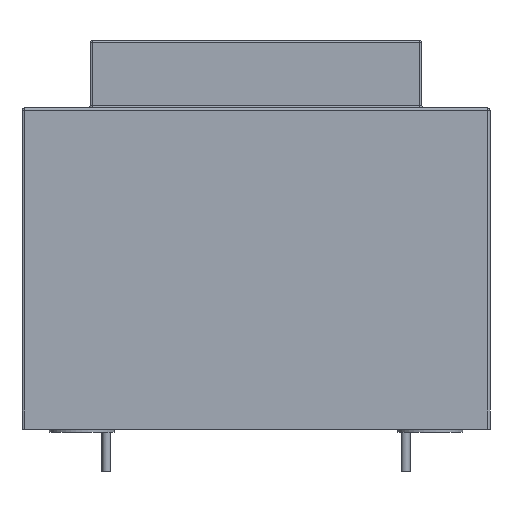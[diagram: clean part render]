
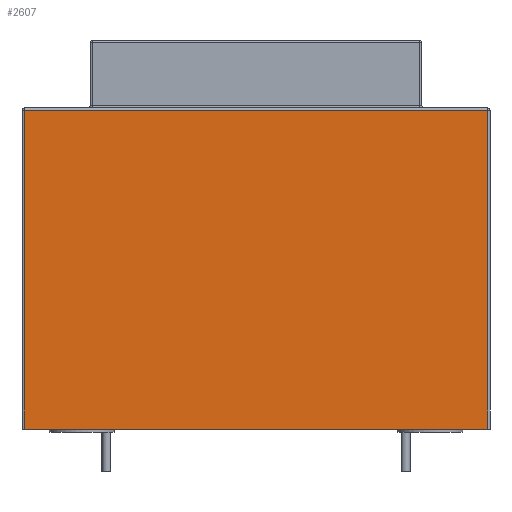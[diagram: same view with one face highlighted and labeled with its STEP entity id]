
A CAD part, front view. The second image highlights one B-rep face of the part: STEP entity #2607.
In plain terms, the highlighted planar face has unit normal (0, -1, 0).
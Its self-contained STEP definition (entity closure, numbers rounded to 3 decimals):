
#2249=CARTESIAN_POINT('',(21.3,-25.5,29.6));
#2250=VERTEX_POINT('',#2249);
#2282=CARTESIAN_POINT('',(-21.3,-25.5,29.6));
#2283=VERTEX_POINT('',#2282);
#2500=CARTESIAN_POINT('',(-21.3,-25.5,0.3));
#2501=VERTEX_POINT('',#2500);
#2509=CARTESIAN_POINT('',(-21.3,-25.5,0.3));
#2510=DIRECTION('',(0.0,0.0,1.0));
#2511=VECTOR('',#2510,29.3);
#2512=LINE('',#2509,#2511);
#2513=EDGE_CURVE('',#2501,#2283,#2512,.T.);
#2531=CARTESIAN_POINT('',(-21.3,-25.5,29.6));
#2532=DIRECTION('',(1.0,0.0,0.0));
#2533=VECTOR('',#2532,42.6);
#2534=LINE('',#2531,#2533);
#2535=EDGE_CURVE('',#2283,#2250,#2534,.T.);
#2547=CARTESIAN_POINT('',(21.3,-25.5,0.3));
#2548=VERTEX_POINT('',#2547);
#2565=CARTESIAN_POINT('',(21.3,-25.5,29.6));
#2566=DIRECTION('',(0.0,0.0,-1.0));
#2567=VECTOR('',#2566,29.3);
#2568=LINE('',#2565,#2567);
#2569=EDGE_CURVE('',#2250,#2548,#2568,.T.);
#2591=CARTESIAN_POINT('',(21.5,-25.5,0.3));
#2592=DIRECTION('',(0.0,-1.0,0.0));
#2593=DIRECTION('',(0.0,0.0,-1.0));
#2594=AXIS2_PLACEMENT_3D('',#2591,#2592,#2593);
#2595=PLANE('',#2594);
#2596=ORIENTED_EDGE('',*,*,#2569,.F.);
#2597=ORIENTED_EDGE('',*,*,#2535,.F.);
#2598=ORIENTED_EDGE('',*,*,#2513,.F.);
#2599=CARTESIAN_POINT('',(-21.3,-25.5,0.3));
#2600=DIRECTION('',(1.0,0.0,0.0));
#2601=VECTOR('',#2600,42.6);
#2602=LINE('',#2599,#2601);
#2603=EDGE_CURVE('',#2501,#2548,#2602,.T.);
#2604=ORIENTED_EDGE('',*,*,#2603,.T.);
#2605=EDGE_LOOP('',(#2596,#2597,#2598,#2604));
#2606=FACE_OUTER_BOUND('',#2605,.T.);
#2607=ADVANCED_FACE('',(#2606),#2595,.T.);
